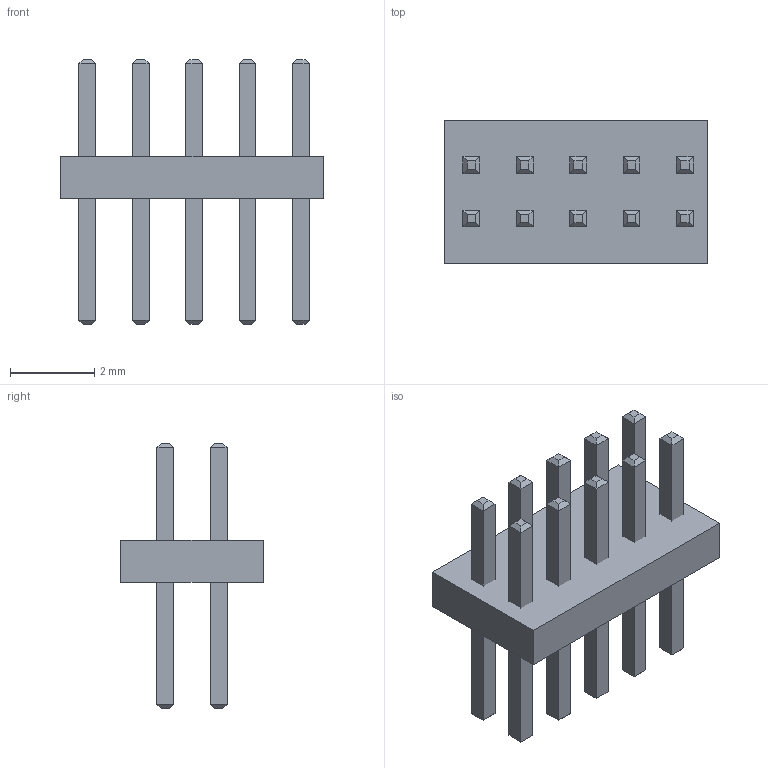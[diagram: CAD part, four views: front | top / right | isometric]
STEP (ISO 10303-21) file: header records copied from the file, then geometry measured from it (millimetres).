
FILE_DESCRIPTION(('FreeCAD Model'),'2;1');
FILE_NAME('sensor-connector-male.step','2018-11-30T20:59:30',('Author'),(''), 'Open CASCADE STEP processor 6.9','FreeCAD','Unknown');
FILE_SCHEMA(('AUTOMOTIVE_DESIGN_CC2 { 1 2 10303 214 -1 1 5 4 }'));
Length unit declared in the file: millimetre
Products named in the file (2): Array; support
Bounding box: 6.25 x 3.4 x 6.3 mm (x, y, z)
Volume: 31.2 mm3; surface area: 163.6 mm2
Topology: 11 solids, 11 shells, 146 faces, 292 edges, 168 vertices
Faces by surface type: plane 146
Entity records: 7528 total; most frequent: CARTESIAN_POINT 1191, DIRECTION 1170, LINE 876, VECTOR 876, ORIENTED_EDGE 584, PCURVE 584, DEFINITIONAL_REPRESENTATION 584, EDGE_CURVE 292
